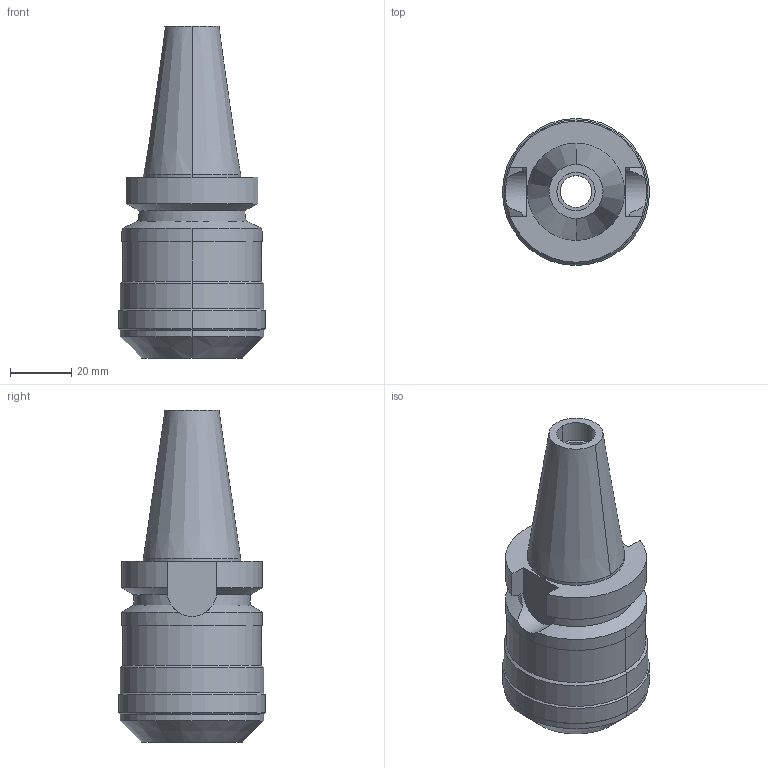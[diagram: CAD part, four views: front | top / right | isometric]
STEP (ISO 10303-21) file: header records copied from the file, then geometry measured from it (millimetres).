
FILE_DESCRIPTION((''),'2;1');
FILE_NAME('BBT30-ISL16-60','2018-08-29T',('ykawabe'),(''),'CREO PARAMETRIC BY PTC INC, 2016380','CREO PARAMETRIC BY PTC INC, 2016380','');
FILE_SCHEMA(('AUTOMOTIVE_DESIGN { 1 0 10303 214 1 1 1 1 }'));
Length unit declared in the file: millimetre
Products named in the file (1): BBT30-ISL16-60
Bounding box: 48 x 48 x 108.4 mm (x, y, z)
Volume: 99724.6 mm3; surface area: 19741.1 mm2
Topology: 1 solids, 1 shells, 55 faces, 137 edges, 89 vertices
Faces by surface type: cylinder 28, cone 14, plane 13
Entity records: 2271 total; most frequent: CARTESIAN_POINT 372, DIRECTION 306, ORIENTED_EDGE 274, PRESENTATION_STYLE_ASSIGNMENT 142, STYLED_ITEM 142, CURVE_STYLE 141, EDGE_CURVE 137, AXIS2_PLACEMENT_3D 128
